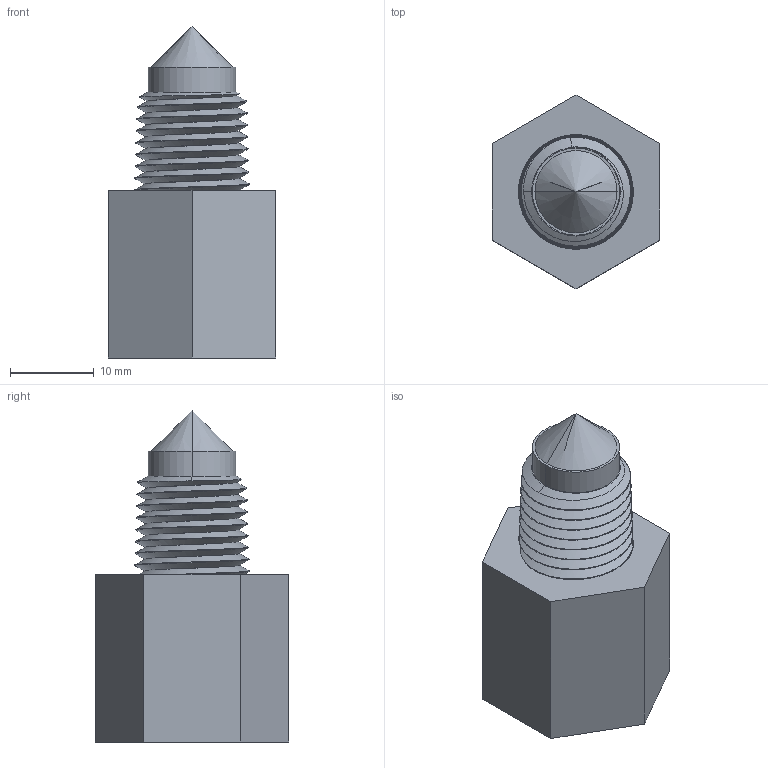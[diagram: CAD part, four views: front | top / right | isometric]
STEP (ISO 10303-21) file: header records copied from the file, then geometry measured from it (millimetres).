
FILE_DESCRIPTION (( 'STEP AP203' ), '1' );
FILE_NAME ('LLG7 OPTOMAX INDUSTRIAL GLASS - 0.25 NPT.STEP', '2017-11-27T14:21:39', ( '' ), ( '' ), 'SwSTEP 2.0', 'SolidWorks 2018', '' );
FILE_SCHEMA (( 'CONFIG_CONTROL_DESIGN' ));
Length unit declared in the file: millimetre
Products named in the file (1): LLG7 OPTOMAX INDUSTRIAL GLASS - 0.25 NPT
Bounding box: 20 x 23.09 x 39.6 mm (x, y, z)
Volume: 8672.1 mm3; surface area: 3321 mm2
Topology: 2 solids, 2 shells, 51 faces, 233 edges, 187 vertices
Faces by surface type: cone 21, plane 12, bspline 12, cylinder 6
Entity records: 15904 total; most frequent: CARTESIAN_POINT 14244, ORIENTED_EDGE 462, EDGE_CURVE 231, VERTEX_POINT 187, B_SPLINE_CURVE_WITH_KNOTS 171, DIRECTION 156, AXIS2_PLACEMENT_3D 56, EDGE_LOOP 54
